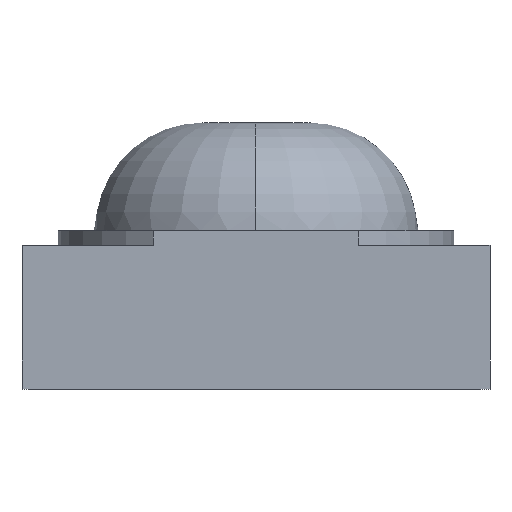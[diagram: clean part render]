
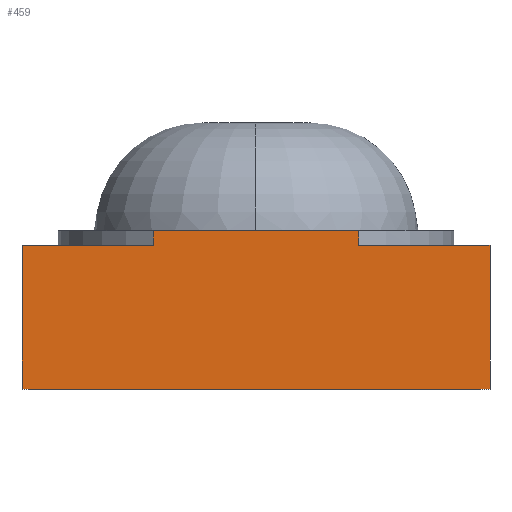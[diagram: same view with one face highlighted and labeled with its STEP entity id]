
A CAD part, left-side view. The second image highlights one B-rep face of the part: STEP entity #459.
In plain terms, the highlighted planar face has unit normal (-1, 0, 0).
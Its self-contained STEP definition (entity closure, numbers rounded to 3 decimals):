
#4 = CARTESIAN_POINT ( 'NONE',  ( -4.7, 2.857, 4.4 ) ) ;
#10 = EDGE_CURVE ( 'NONE', #404, #358, #21, .T. ) ;
#21 = LINE ( 'NONE', #225, #577 ) ;
#43 = DIRECTION ( 'NONE',  ( 0., 1., 0. ) ) ;
#49 = VECTOR ( 'NONE', #631, 1000. ) ;
#51 = ORIENTED_EDGE ( 'NONE', *, *, #435, .F. ) ;
#65 = ORIENTED_EDGE ( 'NONE', *, *, #134, .T. ) ;
#68 = CARTESIAN_POINT ( 'NONE',  ( -4.7, -6.5, 4. ) ) ;
#74 = VERTEX_POINT ( 'NONE', #89 ) ;
#81 = EDGE_CURVE ( 'NONE', #407, #83, #295, .T. ) ;
#82 = DIRECTION ( 'NONE',  ( 0., 1., 0. ) ) ;
#83 = VERTEX_POINT ( 'NONE', #437 ) ;
#85 = VECTOR ( 'NONE', #104, 1000. ) ;
#89 = CARTESIAN_POINT ( 'NONE',  ( -4.7, 6.5, 0. ) ) ;
#104 = DIRECTION ( 'NONE',  ( 0., 1., 0. ) ) ;
#113 = ORIENTED_EDGE ( 'NONE', *, *, #10, .T. ) ;
#134 = EDGE_CURVE ( 'NONE', #83, #74, #385, .T. ) ;
#160 = AXIS2_PLACEMENT_3D ( 'NONE', #535, #267, #471 ) ;
#170 = EDGE_LOOP ( 'NONE', ( #412, #384, #65, #173, #51, #113, #446, #519 ) ) ;
#173 = ORIENTED_EDGE ( 'NONE', *, *, #247, .F. ) ;
#179 = VECTOR ( 'NONE', #635, 1000. ) ;
#189 = LINE ( 'NONE', #468, #49 ) ;
#199 = DIRECTION ( 'NONE',  ( 0., 0., -1. ) ) ;
#208 = VECTOR ( 'NONE', #608, 1000. ) ;
#214 = VERTEX_POINT ( 'NONE', #309 ) ;
#216 = FACE_OUTER_BOUND ( 'NONE', #170, .T. ) ;
#225 = CARTESIAN_POINT ( 'NONE',  ( -4.7, 0., 4. ) ) ;
#237 = LINE ( 'NONE', #396, #489 ) ;
#247 = EDGE_CURVE ( 'NONE', #214, #74, #361, .T. ) ;
#267 = DIRECTION ( 'NONE',  ( 1., 0., 0. ) ) ;
#272 = EDGE_CURVE ( 'NONE', #562, #398, #411, .T. ) ;
#295 = LINE ( 'NONE', #494, #585 ) ;
#309 = CARTESIAN_POINT ( 'NONE',  ( -4.7, -6.5, 0. ) ) ;
#316 = EDGE_CURVE ( 'NONE', #407, #398, #406, .T. ) ;
#358 = VERTEX_POINT ( 'NONE', #518 ) ;
#361 = LINE ( 'NONE', #510, #387 ) ;
#378 = CARTESIAN_POINT ( 'NONE',  ( -4.7, 2.857, 4. ) ) ;
#384 = ORIENTED_EDGE ( 'NONE', *, *, #81, .T. ) ;
#385 = LINE ( 'NONE', #586, #179 ) ;
#387 = VECTOR ( 'NONE', #43, 1000. ) ;
#396 = CARTESIAN_POINT ( 'NONE',  ( -4.7, -2.857, 4.4 ) ) ;
#398 = VERTEX_POINT ( 'NONE', #432 ) ;
#404 = VERTEX_POINT ( 'NONE', #68 ) ;
#406 = LINE ( 'NONE', #4, #208 ) ;
#407 = VERTEX_POINT ( 'NONE', #378 ) ;
#411 = LINE ( 'NONE', #659, #85 ) ;
#412 = ORIENTED_EDGE ( 'NONE', *, *, #316, .F. ) ;
#431 = DIRECTION ( 'NONE',  ( 0., 1., 0. ) ) ;
#432 = CARTESIAN_POINT ( 'NONE',  ( -4.7, 2.857, 4.4 ) ) ;
#435 = EDGE_CURVE ( 'NONE', #404, #214, #189, .T. ) ;
#437 = CARTESIAN_POINT ( 'NONE',  ( -4.7, 6.5, 4. ) ) ;
#446 = ORIENTED_EDGE ( 'NONE', *, *, #483, .F. ) ;
#459 = ADVANCED_FACE ( 'NONE', ( #216 ), #580, .F. ) ;
#468 = CARTESIAN_POINT ( 'NONE',  ( -4.7, -6.5, 17.153 ) ) ;
#471 = DIRECTION ( 'NONE',  ( 0., 1., 0. ) ) ;
#483 = EDGE_CURVE ( 'NONE', #562, #358, #237, .T. ) ;
#489 = VECTOR ( 'NONE', #199, 1000. ) ;
#494 = CARTESIAN_POINT ( 'NONE',  ( -4.7, 0., 4. ) ) ;
#510 = CARTESIAN_POINT ( 'NONE',  ( -4.7, 0., 0. ) ) ;
#518 = CARTESIAN_POINT ( 'NONE',  ( -4.7, -2.857, 4. ) ) ;
#519 = ORIENTED_EDGE ( 'NONE', *, *, #272, .T. ) ;
#535 = CARTESIAN_POINT ( 'NONE',  ( -4.7, 5.5, -4.6 ) ) ;
#562 = VERTEX_POINT ( 'NONE', #594 ) ;
#577 = VECTOR ( 'NONE', #431, 1000. ) ;
#580 = PLANE ( 'NONE',  #160 ) ;
#585 = VECTOR ( 'NONE', #82, 1000. ) ;
#586 = CARTESIAN_POINT ( 'NONE',  ( -4.7, 6.5, 17.153 ) ) ;
#594 = CARTESIAN_POINT ( 'NONE',  ( -4.7, -2.857, 4.4 ) ) ;
#608 = DIRECTION ( 'NONE',  ( 0., 0., 1. ) ) ;
#631 = DIRECTION ( 'NONE',  ( 0., 0., -1. ) ) ;
#635 = DIRECTION ( 'NONE',  ( 0., 0., -1. ) ) ;
#659 = CARTESIAN_POINT ( 'NONE',  ( -4.7, 0., 4.4 ) ) ;
